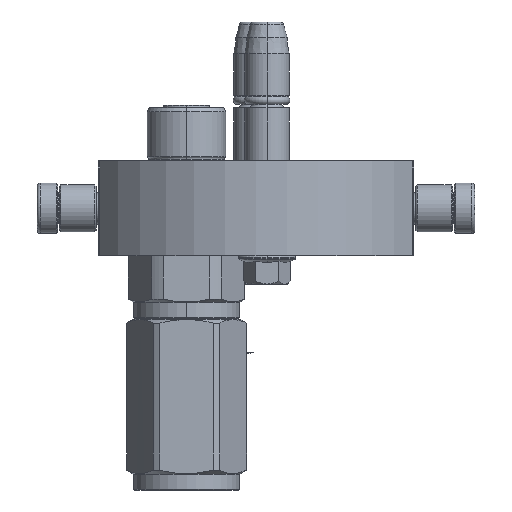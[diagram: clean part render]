
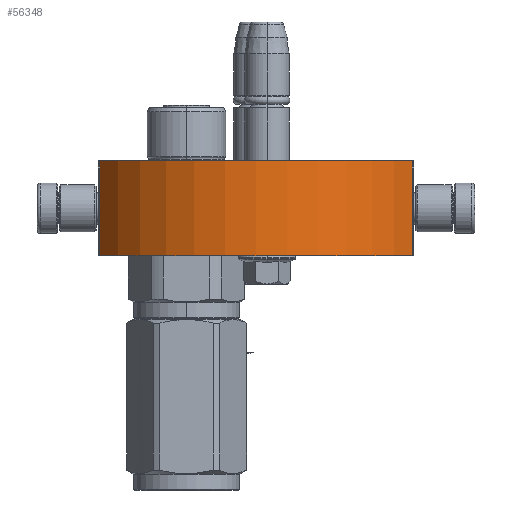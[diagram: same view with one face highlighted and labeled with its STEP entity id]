
A CAD part, left-side view. The second image highlights one B-rep face of the part: STEP entity #56348.
In plain terms, the highlighted cylindrical face has radius 57.25 mm (diameter 114.5 mm), a partial arc.
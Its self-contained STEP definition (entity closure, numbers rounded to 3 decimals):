
#2099 = AXIS2_PLACEMENT_3D ( 'NONE', #21601, #2795, #35800 ) ;
#2795 = DIRECTION ( 'NONE',  ( 0., 1., 0. ) ) ;
#4072 = CARTESIAN_POINT ( 'NONE',  ( -49.5, 0., -28.763 ) ) ;
#4284 = VERTEX_POINT ( 'NONE', #33532 ) ;
#5394 = DIRECTION ( 'NONE',  ( 0., -1., 0. ) ) ;
#7387 = AXIS2_PLACEMENT_3D ( 'NONE', #28255, #17966, #9517 ) ;
#9517 = DIRECTION ( 'NONE',  ( 0.865, 0., -0.502 ) ) ;
#11633 = CARTESIAN_POINT ( 'NONE',  ( -49.5, 0., -28.763 ) ) ;
#14708 = CARTESIAN_POINT ( 'NONE',  ( 0., 0., 0. ) ) ;
#15607 = FACE_OUTER_BOUND ( 'NONE', #19431, .T. ) ;
#16112 = VECTOR ( 'NONE', #47381, 1000. ) ;
#17273 = ORIENTED_EDGE ( 'NONE', *, *, #44120, .F. ) ;
#17664 = CARTESIAN_POINT ( 'NONE',  ( 49.5, 30., -28.763 ) ) ;
#17886 = CYLINDRICAL_SURFACE ( 'NONE', #48220, 57.25 ) ;
#17966 = DIRECTION ( 'NONE',  ( 0., 1., 0. ) ) ;
#19431 = EDGE_LOOP ( 'NONE', ( #17273, #48194, #48644, #30134 ) ) ;
#20090 = CARTESIAN_POINT ( 'NONE',  ( 49.5, 0., -28.763 ) ) ;
#21601 = CARTESIAN_POINT ( 'NONE',  ( 0., 30., 0. ) ) ;
#25492 = VERTEX_POINT ( 'NONE', #11633 ) ;
#25709 = LINE ( 'NONE', #4072, #16112 ) ;
#28255 = CARTESIAN_POINT ( 'NONE',  ( 0., 0., 0. ) ) ;
#29448 = EDGE_CURVE ( 'NONE', #45941, #50660, #51031, .T. ) ;
#30134 = ORIENTED_EDGE ( 'NONE', *, *, #60202, .T. ) ;
#31565 = CIRCLE ( 'NONE', #2099, 57.25 ) ;
#33532 = CARTESIAN_POINT ( 'NONE',  ( -49.5, 30., -28.763 ) ) ;
#35114 = CARTESIAN_POINT ( 'NONE',  ( 49.5, 0., -28.763 ) ) ;
#35800 = DIRECTION ( 'NONE',  ( 0.865, 0., -0.502 ) ) ;
#36432 = EDGE_CURVE ( 'NONE', #45941, #25492, #38587, .T. ) ;
#38433 = VECTOR ( 'NONE', #38613, 1000. ) ;
#38587 = CIRCLE ( 'NONE', #7387, 57.25 ) ;
#38613 = DIRECTION ( 'NONE',  ( 0., 1., 0. ) ) ;
#44120 = EDGE_CURVE ( 'NONE', #50660, #4284, #31565, .T. ) ;
#45941 = VERTEX_POINT ( 'NONE', #35114 ) ;
#47381 = DIRECTION ( 'NONE',  ( 0., 1., 0. ) ) ;
#48194 = ORIENTED_EDGE ( 'NONE', *, *, #29448, .F. ) ;
#48220 = AXIS2_PLACEMENT_3D ( 'NONE', #14708, #5394, #52837 ) ;
#48644 = ORIENTED_EDGE ( 'NONE', *, *, #36432, .T. ) ;
#50660 = VERTEX_POINT ( 'NONE', #17664 ) ;
#51031 = LINE ( 'NONE', #20090, #38433 ) ;
#52837 = DIRECTION ( 'NONE',  ( 1., 0., 0. ) ) ;
#56348 = ADVANCED_FACE ( 'NONE', ( #15607 ), #17886, .T. ) ;
#60202 = EDGE_CURVE ( 'NONE', #25492, #4284, #25709, .T. ) ;
